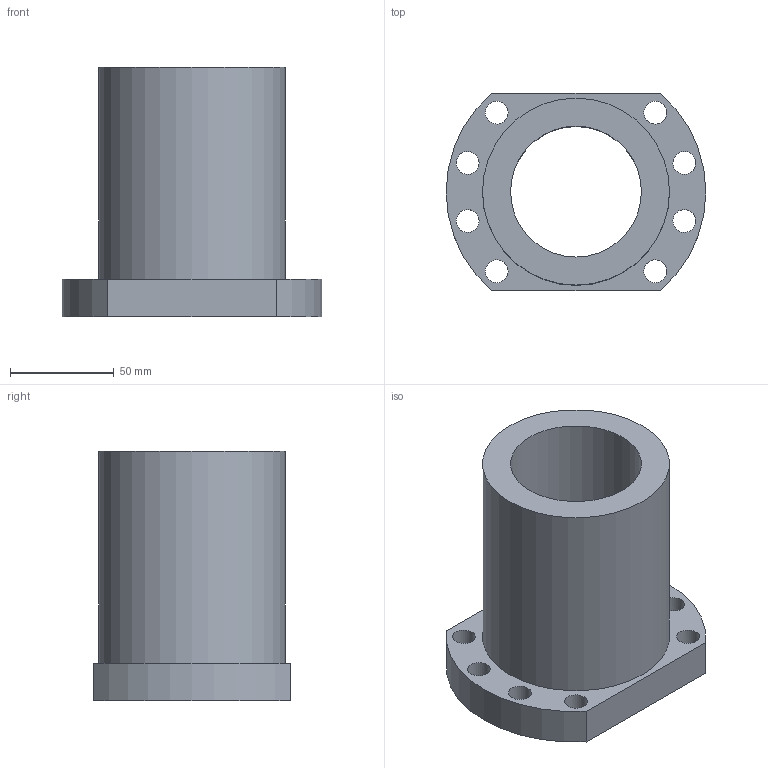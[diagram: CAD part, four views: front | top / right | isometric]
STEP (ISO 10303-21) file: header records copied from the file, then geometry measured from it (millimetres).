
FILE_DESCRIPTION(/* description */ (''),/* implementation_level */ '2;1');
FILE_NAME(/* name */ 'A118RVC1',/* time_stamp */ '2009-10-08T14:39:21+08:00',/* author */ (''),/* organization */ (''),/* preprocessor_version */ 'ST-DEVELOPER v11',/* originating_system */ 'UGS - NX 5.0',/* authorisation */ '');
FILE_SCHEMA (('CONFIG_CONTROL_DESIGN'));
Length unit declared in the file: millimetre
Products named in the file (1): A118RVC1
Bounding box: 125 x 95 x 120 mm (x, y, z)
Volume: 452005.7 mm3; surface area: 77828.2 mm2
Topology: 1 solids, 1 shells, 17 faces, 51 edges, 37 vertices
Faces by surface type: cylinder 12, plane 5
Full cylindrical faces by diameter (mm): 11 x8, 63 x1, 90 x1
Entity records: 592 total; most frequent: DIRECTION 92, CARTESIAN_POINT 78, ORIENTED_EDGE 64, EDGE_LOOP 46, FACE_BOUND 42, AXIS2_PLACEMENT_3D 42, EDGE_CURVE 32, VERTEX_POINT 28
